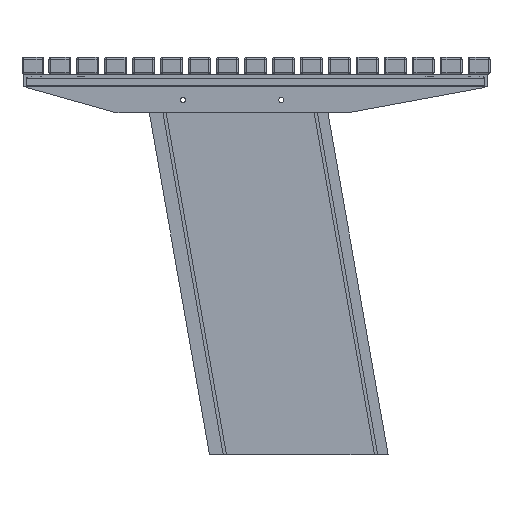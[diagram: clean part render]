
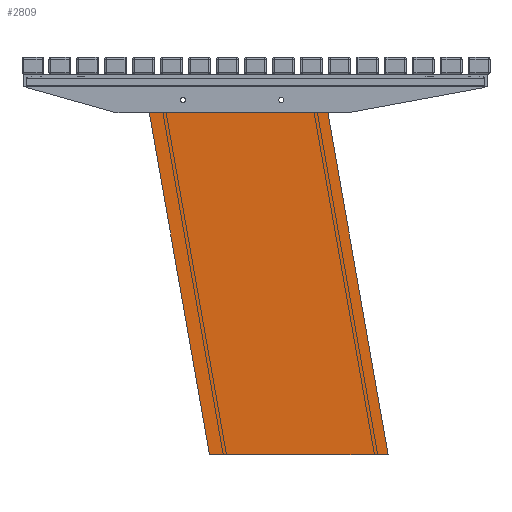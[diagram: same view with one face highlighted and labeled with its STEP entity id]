
A CAD part, left-side view. The second image highlights one B-rep face of the part: STEP entity #2809.
In plain terms, the highlighted planar face has unit normal (-1, 0, 0).
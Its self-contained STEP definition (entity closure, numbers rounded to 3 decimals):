
#79=FACE_BOUND('',#4552,.T.);
#80=FACE_BOUND('',#4553,.T.);
#844=(
BOUNDED_CURVE()
B_SPLINE_CURVE(2,(#20714,#20715,#20716,#20717,#20718),.UNSPECIFIED.,.F.,
 .F.)
B_SPLINE_CURVE_WITH_KNOTS((3,2,3),(-3.142,-1.571,0.),
 .UNSPECIFIED.)
CURVE()
GEOMETRIC_REPRESENTATION_ITEM()
RATIONAL_B_SPLINE_CURVE((1.,0.707,1.,0.707,1.))
REPRESENTATION_ITEM('')
);
#845=(
BOUNDED_CURVE()
B_SPLINE_CURVE(2,(#20719,#20720,#20721,#20722,#20723),.UNSPECIFIED.,.F.,
 .F.)
B_SPLINE_CURVE_WITH_KNOTS((3,2,3),(-3.142,-1.571,0.),
 .UNSPECIFIED.)
CURVE()
GEOMETRIC_REPRESENTATION_ITEM()
RATIONAL_B_SPLINE_CURVE((1.,0.707,1.,0.707,1.))
REPRESENTATION_ITEM('')
);
#848=(
BOUNDED_CURVE()
B_SPLINE_CURVE(2,(#20731,#20732,#20733,#20734,#20735),.UNSPECIFIED.,.F.,
 .F.)
B_SPLINE_CURVE_WITH_KNOTS((3,2,3),(0.,1.571,3.142),
 .UNSPECIFIED.)
CURVE()
GEOMETRIC_REPRESENTATION_ITEM()
RATIONAL_B_SPLINE_CURVE((1.,0.707,1.,0.707,1.))
REPRESENTATION_ITEM('')
);
#851=(
BOUNDED_CURVE()
B_SPLINE_CURVE(2,(#20743,#20744,#20745,#20746,#20747),.UNSPECIFIED.,.F.,
 .F.)
B_SPLINE_CURVE_WITH_KNOTS((3,2,3),(0.,1.571,3.142),
 .UNSPECIFIED.)
CURVE()
GEOMETRIC_REPRESENTATION_ITEM()
RATIONAL_B_SPLINE_CURVE((1.,0.707,1.,0.707,1.))
REPRESENTATION_ITEM('')
);
#2809=ADVANCED_FACE('',(#3646,#79,#80),#12599,.T.);
#3646=FACE_OUTER_BOUND('',#4551,.T.);
#4551=EDGE_LOOP('',(#7353,#7354,#7355,#7356));
#4552=EDGE_LOOP('',(#7357,#7358));
#4553=EDGE_LOOP('',(#7359,#7360));
#7353=ORIENTED_EDGE('',*,*,#9858,.T.);
#7354=ORIENTED_EDGE('',*,*,#9862,.T.);
#7355=ORIENTED_EDGE('',*,*,#9859,.T.);
#7356=ORIENTED_EDGE('',*,*,#9866,.T.);
#7357=ORIENTED_EDGE('',*,*,#9880,.F.);
#7358=ORIENTED_EDGE('',*,*,#9874,.F.);
#7359=ORIENTED_EDGE('',*,*,#9877,.F.);
#7360=ORIENTED_EDGE('',*,*,#9873,.F.);
#9858=EDGE_CURVE('',#12002,#12003,#11084,.T.);
#9859=EDGE_CURVE('',#12004,#12005,#11085,.T.);
#9862=EDGE_CURVE('',#12003,#12004,#11088,.T.);
#9866=EDGE_CURVE('',#12005,#12002,#11092,.T.);
#9873=EDGE_CURVE('',#12007,#12008,#844,.T.);
#9874=EDGE_CURVE('',#12006,#12010,#845,.T.);
#9877=EDGE_CURVE('',#12008,#12007,#848,.T.);
#9880=EDGE_CURVE('',#12010,#12006,#851,.T.);
#11084=B_SPLINE_CURVE_WITH_KNOTS('',1,(#20677,#20678),.UNSPECIFIED.,.F.,
 .F.,(2,2),(0.,34.5),.UNSPECIFIED.);
#11085=B_SPLINE_CURVE_WITH_KNOTS('',1,(#20679,#20680),.UNSPECIFIED.,.F.,
 .F.,(2,2),(0.,34.5),.UNSPECIFIED.);
#11088=B_SPLINE_CURVE_WITH_KNOTS('',1,(#20685,#20686),.UNSPECIFIED.,.F.,
 .F.,(2,2),(0.,74.126),.UNSPECIFIED.);
#11092=B_SPLINE_CURVE_WITH_KNOTS('',1,(#20693,#20694),.UNSPECIFIED.,.F.,
 .F.,(2,2),(0.,74.126),.UNSPECIFIED.);
#12002=VERTEX_POINT('',#20665);
#12003=VERTEX_POINT('',#20666);
#12004=VERTEX_POINT('',#20667);
#12005=VERTEX_POINT('',#20668);
#12006=VERTEX_POINT('',#20669);
#12007=VERTEX_POINT('',#20670);
#12008=VERTEX_POINT('',#20671);
#12010=VERTEX_POINT('',#20673);
#12599=PLANE('',#12899);
#12899=AXIS2_PLACEMENT_3D('',#20614,#13182,$);
#13182=DIRECTION('',(-1.,0.,0.));
#20614=CARTESIAN_POINT('',(82.5,196.772,730.01));
#20665=CARTESIAN_POINT('',(82.5,541.782,0.));
#20666=CARTESIAN_POINT('',(82.5,196.782,0.));
#20667=CARTESIAN_POINT('',(82.5,325.5,730.));
#20668=CARTESIAN_POINT('',(82.5,670.5,730.));
#20669=CARTESIAN_POINT('',(82.5,593.,690.));
#20670=CARTESIAN_POINT('',(82.5,403.,690.));
#20671=CARTESIAN_POINT('',(82.5,403.,680.));
#20673=CARTESIAN_POINT('',(82.5,593.,680.));
#20677=CARTESIAN_POINT('',(82.5,541.782,0.));
#20678=CARTESIAN_POINT('',(82.5,196.782,0.));
#20679=CARTESIAN_POINT('',(82.5,325.5,730.));
#20680=CARTESIAN_POINT('',(82.5,670.5,730.));
#20685=CARTESIAN_POINT('',(82.5,196.782,0.));
#20686=CARTESIAN_POINT('',(82.5,325.5,730.));
#20693=CARTESIAN_POINT('',(82.5,670.5,730.));
#20694=CARTESIAN_POINT('',(82.5,541.782,0.));
#20714=CARTESIAN_POINT('',(82.5,403.,690.));
#20715=CARTESIAN_POINT('',(82.5,408.,690.));
#20716=CARTESIAN_POINT('',(82.5,408.,685.));
#20717=CARTESIAN_POINT('',(82.5,408.,680.));
#20718=CARTESIAN_POINT('',(82.5,403.,680.));
#20719=CARTESIAN_POINT('',(82.5,593.,690.));
#20720=CARTESIAN_POINT('',(82.5,598.,690.));
#20721=CARTESIAN_POINT('',(82.5,598.,685.));
#20722=CARTESIAN_POINT('',(82.5,598.,680.));
#20723=CARTESIAN_POINT('',(82.5,593.,680.));
#20731=CARTESIAN_POINT('',(82.5,403.,680.));
#20732=CARTESIAN_POINT('',(82.5,398.,680.));
#20733=CARTESIAN_POINT('',(82.5,398.,685.));
#20734=CARTESIAN_POINT('',(82.5,398.,690.));
#20735=CARTESIAN_POINT('',(82.5,403.,690.));
#20743=CARTESIAN_POINT('',(82.5,593.,680.));
#20744=CARTESIAN_POINT('',(82.5,588.,680.));
#20745=CARTESIAN_POINT('',(82.5,588.,685.));
#20746=CARTESIAN_POINT('',(82.5,588.,690.));
#20747=CARTESIAN_POINT('',(82.5,593.,690.));
